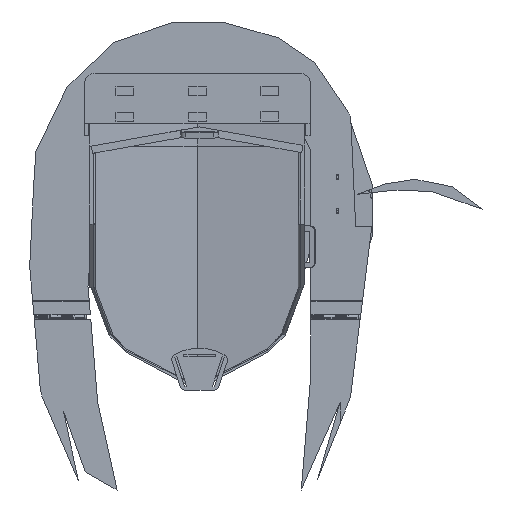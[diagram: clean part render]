
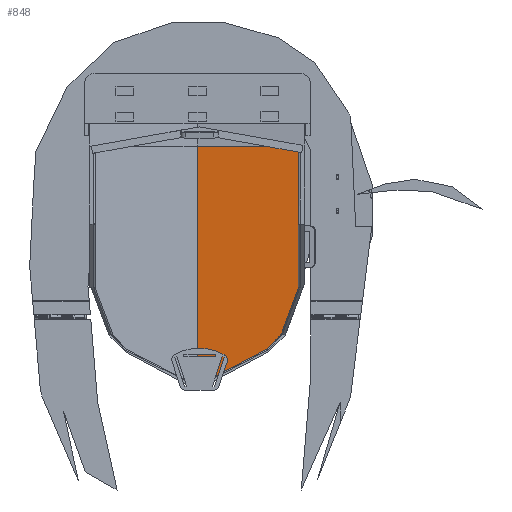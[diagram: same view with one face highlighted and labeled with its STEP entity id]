
A CAD part, front view. The second image highlights one B-rep face of the part: STEP entity #848.
In plain terms, the highlighted planar face has unit normal (-0.121, -0.993, 0).
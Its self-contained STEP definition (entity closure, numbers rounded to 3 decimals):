
#509=CARTESIAN_POINT('',(1562.552,-201.226,-92.913));
#510=VERTEX_POINT('',#509);
#519=CARTESIAN_POINT('',(1558.302,-200.707,-92.913));
#520=VERTEX_POINT('',#519);
#521=CARTESIAN_POINT('',(1562.552,-201.226,-92.913));
#522=DIRECTION('',(-0.993,0.121,0.));
#523=VECTOR('',#522,4.281);
#524=LINE('',#521,#523);
#525=EDGE_CURVE('',#510,#520,#524,.T.);
#565=CARTESIAN_POINT('',(1626.316,-209.017,-58.772));
#566=VERTEX_POINT('',#565);
#567=CARTESIAN_POINT('',(1562.552,-201.226,-92.913));
#568=DIRECTION('',(0.877,-0.107,0.469));
#569=VECTOR('',#568,72.748);
#570=LINE('',#567,#569);
#571=EDGE_CURVE('',#510,#566,#570,.T.);
#596=CARTESIAN_POINT('',(1642.086,-210.944,-42.805));
#597=VERTEX_POINT('',#596);
#598=CARTESIAN_POINT('',(1626.316,-209.017,-58.772));
#599=DIRECTION('',(0.7,-0.086,0.709));
#600=VECTOR('',#599,22.524);
#601=LINE('',#598,#600);
#602=EDGE_CURVE('',#566,#597,#601,.T.);
#627=CARTESIAN_POINT('',(1660.913,-213.244,7.381));
#628=VERTEX_POINT('',#627);
#629=CARTESIAN_POINT('',(1642.086,-210.944,-42.805));
#630=DIRECTION('',(0.351,-0.043,0.935));
#631=VECTOR('',#630,53.651);
#632=LINE('',#629,#631);
#633=EDGE_CURVE('',#597,#628,#632,.T.);
#689=CARTESIAN_POINT('',(1558.302,-200.707,137.05));
#690=VERTEX_POINT('',#689);
#697=CARTESIAN_POINT('',(1660.913,-213.244,137.05));
#698=VERTEX_POINT('',#697);
#699=CARTESIAN_POINT('',(1558.302,-200.707,137.05));
#700=DIRECTION('',(0.993,-0.121,0.));
#701=VECTOR('',#700,103.374);
#702=LINE('',#699,#701);
#703=EDGE_CURVE('',#690,#698,#702,.T.);
#753=CARTESIAN_POINT('',(1660.913,-213.244,7.381));
#754=DIRECTION('',(0.,0.,1.));
#755=VECTOR('',#754,129.669);
#756=LINE('',#753,#755);
#757=EDGE_CURVE('',#628,#698,#756,.T.);
#822=CARTESIAN_POINT('',(1558.302,-200.707,-92.913));
#823=DIRECTION('',(0.,0.,1.));
#824=VECTOR('',#823,229.964);
#825=LINE('',#822,#824);
#826=EDGE_CURVE('',#520,#690,#825,.T.);
#834=CARTESIAN_POINT('',(1618.92,-208.113,-136.95));
#835=DIRECTION('',(-0.121,-0.993,0.));
#836=DIRECTION('',(0.993,-0.121,0.));
#837=AXIS2_PLACEMENT_3D('',#834,#835,#836);
#838=PLANE('',#837);
#839=ORIENTED_EDGE('',*,*,#571,.T.);
#840=ORIENTED_EDGE('',*,*,#602,.T.);
#841=ORIENTED_EDGE('',*,*,#633,.T.);
#842=ORIENTED_EDGE('',*,*,#757,.T.);
#843=ORIENTED_EDGE('',*,*,#703,.F.);
#844=ORIENTED_EDGE('',*,*,#826,.F.);
#845=ORIENTED_EDGE('',*,*,#525,.F.);
#846=EDGE_LOOP('',(#839,#840,#841,#842,#843,#844,#845));
#847=FACE_BOUND('',#846,.T.);
#848=ADVANCED_FACE('',(#847),#838,.T.);
